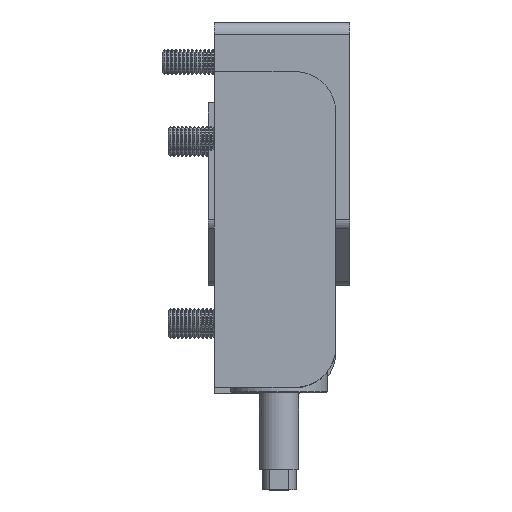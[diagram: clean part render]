
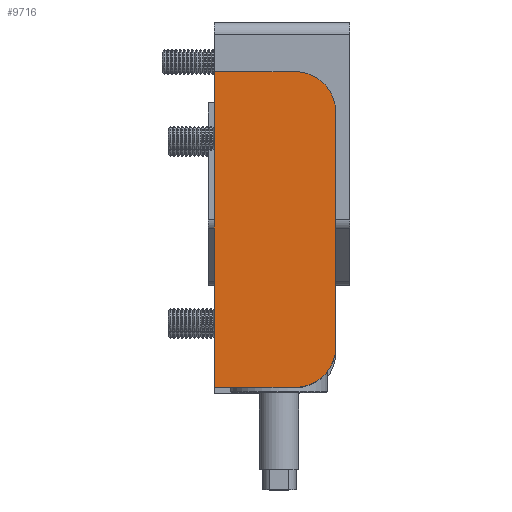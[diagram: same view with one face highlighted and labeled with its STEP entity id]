
A CAD part, top view. The second image highlights one B-rep face of the part: STEP entity #9716.
In plain terms, the highlighted planar face has unit normal (0, 0, 1).
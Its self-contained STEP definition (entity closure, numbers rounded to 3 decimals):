
#237 = EDGE_CURVE ( 'NONE', #4937, #6901, #5565, .T. ) ;
#442 = CARTESIAN_POINT ( 'NONE',  ( -29., 15., 35. ) ) ;
#462 = CARTESIAN_POINT ( 'NONE',  ( 29., 15., 35. ) ) ;
#499 = CARTESIAN_POINT ( 'NONE',  ( 39., -15., 35. ) ) ;
#667 = LINE ( 'NONE', #9462, #9278 ) ;
#787 = DIRECTION ( 'NONE',  ( 0., 0., 1. ) ) ;
#865 = ORIENTED_EDGE ( 'NONE', *, *, #237, .T. ) ;
#888 = CARTESIAN_POINT ( 'NONE',  ( -39., 5., 35. ) ) ;
#1114 = DIRECTION ( 'NONE',  ( 1., 0., 0. ) ) ;
#1658 = CARTESIAN_POINT ( 'NONE',  ( -39., 15., 35. ) ) ;
#1688 = CARTESIAN_POINT ( 'NONE',  ( 39., -15., 35. ) ) ;
#2072 = VERTEX_POINT ( 'NONE', #888 ) ;
#2245 = DIRECTION ( 'NONE',  ( 0., 0., -1. ) ) ;
#2404 = PLANE ( 'NONE',  #7163 ) ;
#2553 = VERTEX_POINT ( 'NONE', #5650 ) ;
#2678 = ORIENTED_EDGE ( 'NONE', *, *, #8235, .T. ) ;
#3071 = DIRECTION ( 'NONE',  ( -1., 0., 0. ) ) ;
#3323 = VECTOR ( 'NONE', #5033, 1000. ) ;
#3327 = LINE ( 'NONE', #1658, #3323 ) ;
#3346 = DIRECTION ( 'NONE',  ( -1., 0., 0. ) ) ;
#3392 = DIRECTION ( 'NONE',  ( 0., 0., 1. ) ) ;
#3587 = ORIENTED_EDGE ( 'NONE', *, *, #3616, .T. ) ;
#3616 = EDGE_CURVE ( 'NONE', #2072, #2553, #667, .T. ) ;
#3952 = CIRCLE ( 'NONE', #6762, 10. ) ;
#4309 = EDGE_CURVE ( 'NONE', #5592, #2072, #3952, .T. ) ;
#4441 = LINE ( 'NONE', #6763, #7630 ) ;
#4890 = CARTESIAN_POINT ( 'NONE',  ( 29., 5., 35. ) ) ;
#4937 = VERTEX_POINT ( 'NONE', #4996 ) ;
#4996 = CARTESIAN_POINT ( 'NONE',  ( 39., 5., 35. ) ) ;
#5033 = DIRECTION ( 'NONE',  ( -1., 0., 0. ) ) ;
#5437 = EDGE_CURVE ( 'NONE', #6901, #5592, #3327, .T. ) ;
#5556 = VERTEX_POINT ( 'NONE', #499 ) ;
#5565 = CIRCLE ( 'NONE', #9886, 10. ) ;
#5592 = VERTEX_POINT ( 'NONE', #442 ) ;
#5617 = LINE ( 'NONE', #1688, #5792 ) ;
#5650 = CARTESIAN_POINT ( 'NONE',  ( -39., -15., 35. ) ) ;
#5697 = ORIENTED_EDGE ( 'NONE', *, *, #4309, .T. ) ;
#5792 = VECTOR ( 'NONE', #7225, 1000. ) ;
#6025 = EDGE_CURVE ( 'NONE', #2553, #5556, #4441, .T. ) ;
#6181 = ORIENTED_EDGE ( 'NONE', *, *, #6025, .T. ) ;
#6762 = AXIS2_PLACEMENT_3D ( 'NONE', #7124, #787, #7806 ) ;
#6763 = CARTESIAN_POINT ( 'NONE',  ( -39., -15., 35. ) ) ;
#6901 = VERTEX_POINT ( 'NONE', #462 ) ;
#7124 = CARTESIAN_POINT ( 'NONE',  ( -29., 5., 35. ) ) ;
#7163 = AXIS2_PLACEMENT_3D ( 'NONE', #10131, #2245, #3071 ) ;
#7225 = DIRECTION ( 'NONE',  ( 0., 1., 0. ) ) ;
#7630 = VECTOR ( 'NONE', #1114, 1000. ) ;
#7806 = DIRECTION ( 'NONE',  ( -1., 0., 0. ) ) ;
#7843 = DIRECTION ( 'NONE',  ( 0., -1., 0. ) ) ;
#7844 = FACE_OUTER_BOUND ( 'NONE', #10147, .T. ) ;
#8235 = EDGE_CURVE ( 'NONE', #5556, #4937, #5617, .T. ) ;
#8832 = ORIENTED_EDGE ( 'NONE', *, *, #5437, .T. ) ;
#9278 = VECTOR ( 'NONE', #7843, 1000. ) ;
#9462 = CARTESIAN_POINT ( 'NONE',  ( -39., -15., 35. ) ) ;
#9716 = ADVANCED_FACE ( 'NONE', ( #7844 ), #2404, .F. ) ;
#9886 = AXIS2_PLACEMENT_3D ( 'NONE', #4890, #3392, #3346 ) ;
#10131 = CARTESIAN_POINT ( 'NONE',  ( 0., 0., 35. ) ) ;
#10147 = EDGE_LOOP ( 'NONE', ( #8832, #5697, #3587, #6181, #2678, #865 ) ) ;
